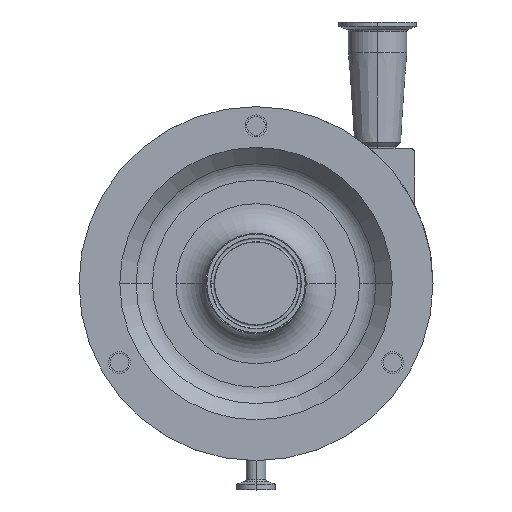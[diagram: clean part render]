
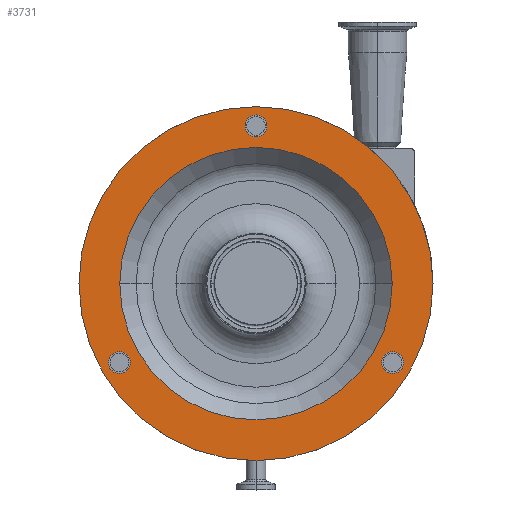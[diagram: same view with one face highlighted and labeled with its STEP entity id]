
A CAD part, top view. The second image highlights one B-rep face of the part: STEP entity #3731.
In plain terms, the highlighted planar face has unit normal (0, 0, 1).
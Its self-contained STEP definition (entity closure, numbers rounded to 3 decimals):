
#37 = VERTEX_POINT ( 'NONE', #5302 ) ;
#77 = DIRECTION ( 'NONE',  ( 0., 0., 1. ) ) ;
#101 = DIRECTION ( 'NONE',  ( 0., 0., 1. ) ) ;
#118 = ORIENTED_EDGE ( 'NONE', *, *, #7792, .F. ) ;
#136 = CIRCLE ( 'NONE', #2113, 7.144 ) ;
#231 = DIRECTION ( 'NONE',  ( 0., 0., 1. ) ) ;
#269 = EDGE_LOOP ( 'NONE', ( #4412, #8870 ) ) ;
#448 = DIRECTION ( 'NONE',  ( 0., 0., 1. ) ) ;
#467 = CARTESIAN_POINT ( 'NONE',  ( -88.768, -51.25, 191.5 ) ) ;
#580 = ORIENTED_EDGE ( 'NONE', *, *, #9458, .F. ) ;
#647 = CIRCLE ( 'NONE', #8544, 115. ) ;
#695 = FACE_BOUND ( 'NONE', #5028, .T. ) ;
#769 = DIRECTION ( 'NONE',  ( 0., -1., 0. ) ) ;
#1106 = DIRECTION ( 'NONE',  ( 1., 0., 0. ) ) ;
#1319 = CARTESIAN_POINT ( 'NONE',  ( 115., 0., 191.5 ) ) ;
#1361 = VERTEX_POINT ( 'NONE', #1319 ) ;
#1521 = CARTESIAN_POINT ( 'NONE',  ( 81.624, -51.25, 191.5 ) ) ;
#1598 = DIRECTION ( 'NONE',  ( 0., 0., 1. ) ) ;
#1699 = CARTESIAN_POINT ( 'NONE',  ( -7.144, 102.5, 191.5 ) ) ;
#1922 = PLANE ( 'NONE',  #4553 ) ;
#1935 = DIRECTION ( 'NONE',  ( 1., 0., 0. ) ) ;
#2033 = EDGE_CURVE ( 'NONE', #1361, #9950, #6503, .T. ) ;
#2076 = FACE_BOUND ( 'NONE', #269, .T. ) ;
#2113 = AXIS2_PLACEMENT_3D ( 'NONE', #2326, #77, #3881 ) ;
#2168 = CARTESIAN_POINT ( 'NONE',  ( 0., 102.5, 191.5 ) ) ;
#2326 = CARTESIAN_POINT ( 'NONE',  ( 0., 102.5, 191.5 ) ) ;
#2545 = CARTESIAN_POINT ( 'NONE',  ( -88.5, 0., 191.5 ) ) ;
#3081 = AXIS2_PLACEMENT_3D ( 'NONE', #6448, #5363, #13414 ) ;
#3183 = CIRCLE ( 'NONE', #4421, 7.144 ) ;
#3299 = EDGE_LOOP ( 'NONE', ( #10448, #8416 ) ) ;
#3303 = CARTESIAN_POINT ( 'NONE',  ( 7.144, 102.5, 191.5 ) ) ;
#3721 = DIRECTION ( 'NONE',  ( 1., 0., 0. ) ) ;
#3731 = ADVANCED_FACE ( 'NONE', ( #10301, #2076, #4340, #8049, #695 ), #1922, .F. ) ;
#3816 = AXIS2_PLACEMENT_3D ( 'NONE', #10828, #4801, #8268 ) ;
#3881 = DIRECTION ( 'NONE',  ( 1., 0., 0. ) ) ;
#4014 = CARTESIAN_POINT ( 'NONE',  ( 0., 0., 191.5 ) ) ;
#4097 = CARTESIAN_POINT ( 'NONE',  ( 0., 0., 191.5 ) ) ;
#4154 = DIRECTION ( 'NONE',  ( 1., 0., 0. ) ) ;
#4340 = FACE_BOUND ( 'NONE', #11707, .T. ) ;
#4412 = ORIENTED_EDGE ( 'NONE', *, *, #9939, .F. ) ;
#4421 = AXIS2_PLACEMENT_3D ( 'NONE', #467, #7606, #14601 ) ;
#4553 = AXIS2_PLACEMENT_3D ( 'NONE', #13948, #14978, #769 ) ;
#4801 = DIRECTION ( 'NONE',  ( 0., 0., 1. ) ) ;
#4926 = VERTEX_POINT ( 'NONE', #6505 ) ;
#5028 = EDGE_LOOP ( 'NONE', ( #13393, #7332 ) ) ;
#5302 = CARTESIAN_POINT ( 'NONE',  ( 88.5, 0., 191.5 ) ) ;
#5363 = DIRECTION ( 'NONE',  ( 0., 0., 1. ) ) ;
#6005 = CARTESIAN_POINT ( 'NONE',  ( 0., 0., 191.5 ) ) ;
#6259 = EDGE_CURVE ( 'NONE', #7199, #9260, #13976, .T. ) ;
#6272 = DIRECTION ( 'NONE',  ( 1., 0., 0. ) ) ;
#6448 = CARTESIAN_POINT ( 'NONE',  ( -88.768, -51.25, 191.5 ) ) ;
#6503 = CIRCLE ( 'NONE', #9695, 115. ) ;
#6505 = CARTESIAN_POINT ( 'NONE',  ( 95.911, -51.25, 191.5 ) ) ;
#6648 = EDGE_CURVE ( 'NONE', #12713, #4926, #8504, .T. ) ;
#6999 = VERTEX_POINT ( 'NONE', #3303 ) ;
#7199 = VERTEX_POINT ( 'NONE', #11615 ) ;
#7332 = ORIENTED_EDGE ( 'NONE', *, *, #12705, .F. ) ;
#7606 = DIRECTION ( 'NONE',  ( 0., 0., 1. ) ) ;
#7792 = EDGE_CURVE ( 'NONE', #6999, #8047, #136, .T. ) ;
#7903 = EDGE_CURVE ( 'NONE', #9950, #1361, #647, .T. ) ;
#8047 = VERTEX_POINT ( 'NONE', #1699 ) ;
#8049 = FACE_BOUND ( 'NONE', #8710, .T. ) ;
#8052 = ORIENTED_EDGE ( 'NONE', *, *, #6259, .F. ) ;
#8268 = DIRECTION ( 'NONE',  ( 1., 0., 0. ) ) ;
#8416 = ORIENTED_EDGE ( 'NONE', *, *, #7903, .T. ) ;
#8504 = CIRCLE ( 'NONE', #3816, 7.144 ) ;
#8544 = AXIS2_PLACEMENT_3D ( 'NONE', #10773, #231, #3721 ) ;
#8641 = EDGE_CURVE ( 'NONE', #37, #12542, #10546, .T. ) ;
#8710 = EDGE_LOOP ( 'NONE', ( #118, #13537 ) ) ;
#8820 = DIRECTION ( 'NONE',  ( 1., 0., 0. ) ) ;
#8870 = ORIENTED_EDGE ( 'NONE', *, *, #6648, .F. ) ;
#9073 = AXIS2_PLACEMENT_3D ( 'NONE', #6005, #101, #1106 ) ;
#9260 = VERTEX_POINT ( 'NONE', #13329 ) ;
#9458 = EDGE_CURVE ( 'NONE', #9260, #7199, #3183, .T. ) ;
#9695 = AXIS2_PLACEMENT_3D ( 'NONE', #4014, #1598, #6272 ) ;
#9939 = EDGE_CURVE ( 'NONE', #4926, #12713, #14078, .T. ) ;
#9950 = VERTEX_POINT ( 'NONE', #15100 ) ;
#10165 = DIRECTION ( 'NONE',  ( 0., 0., 1. ) ) ;
#10171 = AXIS2_PLACEMENT_3D ( 'NONE', #2168, #10165, #1935 ) ;
#10301 = FACE_OUTER_BOUND ( 'NONE', #3299, .T. ) ;
#10347 = CARTESIAN_POINT ( 'NONE',  ( 88.768, -51.25, 191.5 ) ) ;
#10448 = ORIENTED_EDGE ( 'NONE', *, *, #2033, .T. ) ;
#10456 = AXIS2_PLACEMENT_3D ( 'NONE', #4097, #448, #8820 ) ;
#10546 = CIRCLE ( 'NONE', #9073, 88.5 ) ;
#10773 = CARTESIAN_POINT ( 'NONE',  ( 0., 0., 191.5 ) ) ;
#10828 = CARTESIAN_POINT ( 'NONE',  ( 88.768, -51.25, 191.5 ) ) ;
#11615 = CARTESIAN_POINT ( 'NONE',  ( -81.624, -51.25, 191.5 ) ) ;
#11661 = CIRCLE ( 'NONE', #10171, 7.144 ) ;
#11707 = EDGE_LOOP ( 'NONE', ( #8052, #580 ) ) ;
#12349 = EDGE_CURVE ( 'NONE', #8047, #6999, #11661, .T. ) ;
#12530 = DIRECTION ( 'NONE',  ( 0., 0., 1. ) ) ;
#12542 = VERTEX_POINT ( 'NONE', #2545 ) ;
#12705 = EDGE_CURVE ( 'NONE', #12542, #37, #13169, .T. ) ;
#12713 = VERTEX_POINT ( 'NONE', #1521 ) ;
#13169 = CIRCLE ( 'NONE', #10456, 88.5 ) ;
#13329 = CARTESIAN_POINT ( 'NONE',  ( -95.911, -51.25, 191.5 ) ) ;
#13393 = ORIENTED_EDGE ( 'NONE', *, *, #8641, .F. ) ;
#13414 = DIRECTION ( 'NONE',  ( 1., 0., 0. ) ) ;
#13537 = ORIENTED_EDGE ( 'NONE', *, *, #12349, .F. ) ;
#13948 = CARTESIAN_POINT ( 'NONE',  ( 0., 32., 191.5 ) ) ;
#13976 = CIRCLE ( 'NONE', #3081, 7.144 ) ;
#14078 = CIRCLE ( 'NONE', #15327, 7.144 ) ;
#14601 = DIRECTION ( 'NONE',  ( 1., 0., 0. ) ) ;
#14978 = DIRECTION ( 'NONE',  ( 0., 0., -1. ) ) ;
#15100 = CARTESIAN_POINT ( 'NONE',  ( -115., 0., 191.5 ) ) ;
#15327 = AXIS2_PLACEMENT_3D ( 'NONE', #10347, #12530, #4154 ) ;
